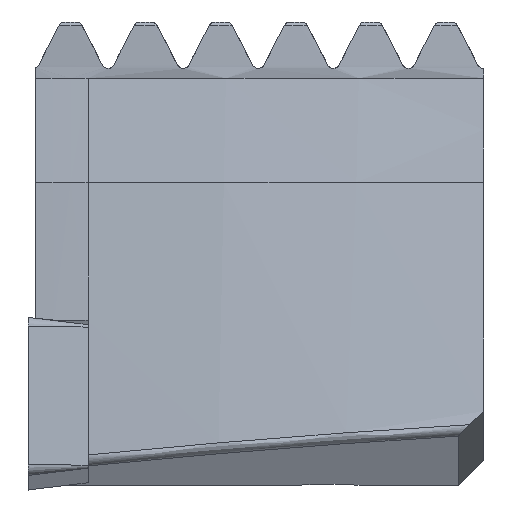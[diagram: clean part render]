
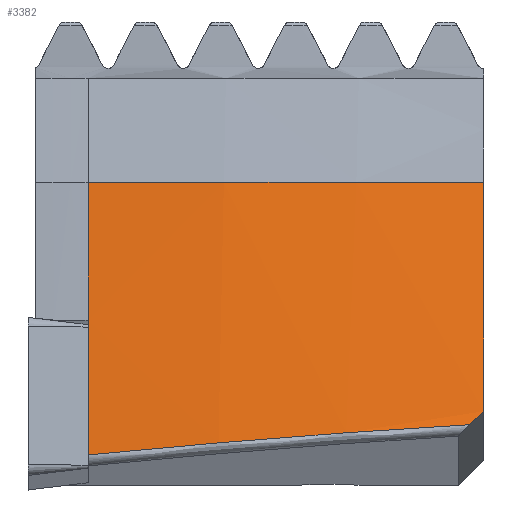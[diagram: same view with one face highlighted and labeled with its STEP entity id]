
A CAD part, left-side view. The second image highlights one B-rep face of the part: STEP entity #3382.
In plain terms, the highlighted free-form (B-spline) face has degree [1, 3] with [2, 4] control points.
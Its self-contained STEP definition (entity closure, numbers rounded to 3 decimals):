
#1510=VERTEX_POINT('NONE',#4285);
#1892=VERTEX_POINT('NONE',#4704);
#2194=VERTEX_POINT('NONE',#5031);
#2402=EDGE_CURVE('NONE',#3128,#2956,#5257,.T.);
#2406=EDGE_CURVE('NONE',#3128,#2194,#5261,.F.);
#2956=VERTEX_POINT('NONE',#5868);
#3066=EDGE_CURVE('NONE',#1510,#1892,#5987,.T.);
#3128=VERTEX_POINT('NONE',#6055);
#3132=EDGE_CURVE('NONE',#3814,#2956,#6060,.T.);
#3260=EDGE_CURVE('NONE',#1510,#2194,#6204,.T.);
#3382=ADVANCED_FACE('NONE',(#6333),#6334,.T.);
#3814=VERTEX_POINT('NONE',#6800);
#4158=EDGE_CURVE('NONE',#3814,#1892,#7186,.T.);
#4285=CARTESIAN_POINT('',(9.071,-36.36,6.291));
#4704=CARTESIAN_POINT('',(11.189,-36.36,24.586));
#5031=CARTESIAN_POINT('',(8.439,-35.229,5.22));
#5257=LINE('',#10780,#10781);
#5261=B_SPLINE_CURVE_WITH_KNOTS('',3,(#10805,#10806,#10807,#10808,#10809,#10810,#10811,#10812,#10813,#10814),.UNSPECIFIED.,.F.,.F.,(4,3,3,4),(0.0,0.2,0.668,1.0),.UNSPECIFIED.);
#5868=CARTESIAN_POINT('',(2.08,-4.76,13.563));
#5987=B_SPLINE_CURVE_WITH_KNOTS('',3,(#12397,#12398,#12399,#12400,#12401,#12402,#12403,#12404,#12405,#12406,#12407,#12408,#12409,#12410,#12411,#12412,#12413,#12414,#12415),.UNSPECIFIED.,.F.,.F.,(4,3,3,3,3,3,4),(0.004,0.006,0.008,0.011,0.014,0.017,0.022),.UNSPECIFIED.);
#6055=CARTESIAN_POINT('',(0.95,-4.76,2.809));
#6060=B_SPLINE_CURVE_WITH_KNOTS('',1,(#12552,#12553),.UNSPECIFIED.,.F.,.F.,(2,2),(0.0,0.503),.UNSPECIFIED.);
#6204=B_SPLINE_CURVE_WITH_KNOTS('',3,(#12902,#12903,#12904,#12905),.UNSPECIFIED.,.F.,.F.,(4,4),(0.001,0.003),.UNSPECIFIED.);
#6333=FACE_OUTER_BOUND('',#13170,.T.);
#6334=(B_SPLINE_SURFACE(1,3,((#13172,#13173,#13174,#13175),(#13176,#13177,#13178,#13179)),.UNSPECIFIED.,.F.,.F.,.F.)B_SPLINE_SURFACE_WITH_KNOTS((2,2),(4,4),(0.0,0.994),(0.0,0.994),.UNSPECIFIED.)RATIONAL_B_SPLINE_SURFACE(((1.0,0.987,0.987,1.),(1.0,0.987,0.987,1.)))BOUNDED_SURFACE()REPRESENTATION_ITEM('')GEOMETRIC_REPRESENTATION_ITEM()SURFACE());
#6800=CARTESIAN_POINT('',(3.238,-4.76,24.586));
#7186=CIRCLE('',#15076,84.376);
#10780=CARTESIAN_POINT('',(3.238,-4.76,24.586));
#10781=VECTOR('',#16072,1000.0);
#10805=CARTESIAN_POINT('',(8.439,-35.229,5.22));
#10806=CARTESIAN_POINT('',(7.578,-33.307,5.108));
#10807=CARTESIAN_POINT('',(6.787,-31.353,4.986));
#10808=CARTESIAN_POINT('',(6.067,-29.375,4.854));
#10809=CARTESIAN_POINT('',(4.384,-24.747,4.544));
#10810=CARTESIAN_POINT('',(3.092,-19.98,4.18));
#10811=CARTESIAN_POINT('',(2.21,-15.143,3.765));
#10812=CARTESIAN_POINT('',(1.583,-11.709,3.471));
#10813=CARTESIAN_POINT('',(1.162,-8.239,3.152));
#10814=CARTESIAN_POINT('',(0.95,-4.76,2.809));
#12397=CARTESIAN_POINT('',(9.071,-36.36,6.291));
#12398=CARTESIAN_POINT('',(9.143,-36.36,6.912));
#12399=CARTESIAN_POINT('',(9.214,-36.36,7.534));
#12400=CARTESIAN_POINT('',(9.286,-36.36,8.156));
#12401=CARTESIAN_POINT('',(9.392,-36.36,9.069));
#12402=CARTESIAN_POINT('',(9.497,-36.36,9.981));
#12403=CARTESIAN_POINT('',(9.603,-36.36,10.894));
#12404=CARTESIAN_POINT('',(9.708,-36.36,11.807));
#12405=CARTESIAN_POINT('',(9.814,-36.36,12.72));
#12406=CARTESIAN_POINT('',(9.92,-36.36,13.633));
#12407=CARTESIAN_POINT('',(10.025,-36.36,14.545));
#12408=CARTESIAN_POINT('',(10.131,-36.36,15.458));
#12409=CARTESIAN_POINT('',(10.237,-36.36,16.371));
#12410=CARTESIAN_POINT('',(10.342,-36.36,17.284));
#12411=CARTESIAN_POINT('',(10.448,-36.36,18.197));
#12412=CARTESIAN_POINT('',(10.554,-36.36,19.109));
#12413=CARTESIAN_POINT('',(10.765,-36.36,20.935));
#12414=CARTESIAN_POINT('',(10.977,-36.36,22.761));
#12415=CARTESIAN_POINT('',(11.189,-36.36,24.586));
#12552=CARTESIAN_POINT('',(3.238,-4.76,24.586));
#12553=CARTESIAN_POINT('',(2.08,-4.76,13.563));
#12902=CARTESIAN_POINT('',(9.071,-36.36,6.291));
#12903=CARTESIAN_POINT('',(8.857,-35.984,5.935));
#12904=CARTESIAN_POINT('',(8.646,-35.607,5.578));
#12905=CARTESIAN_POINT('',(8.439,-35.229,5.22));
#13170=EDGE_LOOP('',(#17238,#17239,#17240,#17241,#17242,#17243));
#13172=CARTESIAN_POINT('',(3.238,-4.76,24.586));
#13173=CARTESIAN_POINT('',(3.812,-15.744,24.586));
#13174=CARTESIAN_POINT('',(6.496,-26.411,24.586));
#13175=CARTESIAN_POINT('',(11.189,-36.36,24.586));
#13176=CARTESIAN_POINT('',(0.95,-4.76,2.809));
#13177=CARTESIAN_POINT('',(1.523,-16.043,2.809));
#13178=CARTESIAN_POINT('',(4.264,-27.003,2.809));
#13179=CARTESIAN_POINT('',(9.071,-37.227,2.809));
#15076=AXIS2_PLACEMENT_3D('',#18128,#18129,#18130);
#16072=DIRECTION('',(0.105,0.,0.995));
#17238=ORIENTED_EDGE('',*,*,#4158,.F.);
#17239=ORIENTED_EDGE('',*,*,#3132,.T.);
#17240=ORIENTED_EDGE('',*,*,#2402,.F.);
#17241=ORIENTED_EDGE('',*,*,#2406,.T.);
#17242=ORIENTED_EDGE('',*,*,#3260,.F.);
#17243=ORIENTED_EDGE('',*,*,#3066,.T.);
#18128=CARTESIAN_POINT('',(87.5,-0.36,24.586));
#18129=DIRECTION('',(0.,0.,1.0));
#18130=DIRECTION('',(0.,-1.0,0.));
